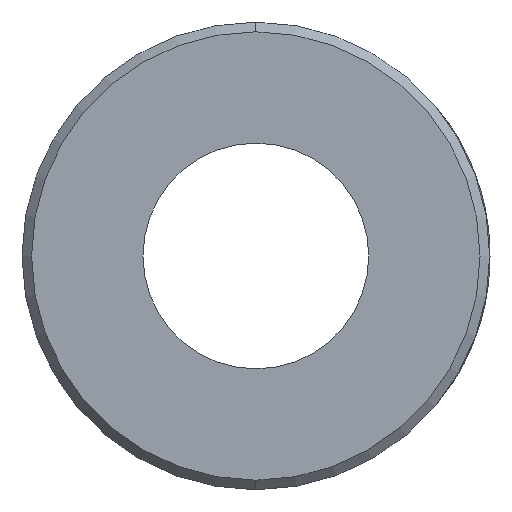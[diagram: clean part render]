
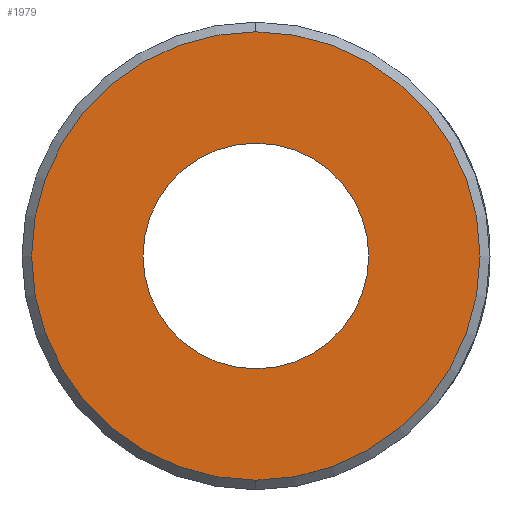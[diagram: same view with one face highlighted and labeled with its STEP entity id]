
A CAD part, front view. The second image highlights one B-rep face of the part: STEP entity #1979.
In plain terms, the highlighted planar face has unit normal (0, -1, 0).
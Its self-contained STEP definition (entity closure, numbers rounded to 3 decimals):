
#38 = CARTESIAN_POINT ( 'NONE',  ( 0., -1.75, 0. ) ) ;
#130 = CIRCLE ( 'NONE', #2014, 6.951 ) ;
#315 = DIRECTION ( 'NONE',  ( 0., 1., 0. ) ) ;
#335 = AXIS2_PLACEMENT_3D ( 'NONE', #38, #2181, #1376 ) ;
#357 = VERTEX_POINT ( 'NONE', #2368 ) ;
#437 = DIRECTION ( 'NONE',  ( 0., 1., 0. ) ) ;
#466 = CARTESIAN_POINT ( 'NONE',  ( 0., -1.75, 6.951 ) ) ;
#612 = EDGE_CURVE ( 'NONE', #1290, #1047, #2375, .T. ) ;
#729 = ORIENTED_EDGE ( 'NONE', *, *, #2242, .T. ) ;
#749 = CIRCLE ( 'NONE', #2131, 3.5 ) ;
#832 = CARTESIAN_POINT ( 'NONE',  ( 0., -1.75, 0. ) ) ;
#960 = FACE_OUTER_BOUND ( 'NONE', #1574, .T. ) ;
#997 = VERTEX_POINT ( 'NONE', #466 ) ;
#1030 = DIRECTION ( 'NONE',  ( 0., 0., 1. ) ) ;
#1047 = VERTEX_POINT ( 'NONE', #1667 ) ;
#1129 = EDGE_CURVE ( 'NONE', #1047, #1290, #749, .T. ) ;
#1163 = FACE_BOUND ( 'NONE', #1908, .T. ) ;
#1283 = DIRECTION ( 'NONE',  ( 0., 0., 1. ) ) ;
#1290 = VERTEX_POINT ( 'NONE', #1963 ) ;
#1319 = PLANE ( 'NONE',  #2211 ) ;
#1354 = CARTESIAN_POINT ( 'NONE',  ( 0., -1.75, 0. ) ) ;
#1376 = DIRECTION ( 'NONE',  ( 0., 0., 1. ) ) ;
#1399 = DIRECTION ( 'NONE',  ( 0., 0., 1. ) ) ;
#1409 = CIRCLE ( 'NONE', #335, 6.951 ) ;
#1484 = CARTESIAN_POINT ( 'NONE',  ( 0., -1.75, 0. ) ) ;
#1574 = EDGE_LOOP ( 'NONE', ( #729, #1704 ) ) ;
#1634 = DIRECTION ( 'NONE',  ( 0., -1., 0. ) ) ;
#1667 = CARTESIAN_POINT ( 'NONE',  ( 0., -1.75, -3.5 ) ) ;
#1704 = ORIENTED_EDGE ( 'NONE', *, *, #2075, .T. ) ;
#1830 = DIRECTION ( 'NONE',  ( 0., 0., 1. ) ) ;
#1856 = ORIENTED_EDGE ( 'NONE', *, *, #612, .T. ) ;
#1908 = EDGE_LOOP ( 'NONE', ( #1856, #2434 ) ) ;
#1963 = CARTESIAN_POINT ( 'NONE',  ( 0., -1.75, 3.5 ) ) ;
#1979 = ADVANCED_FACE ( 'NONE', ( #960, #1163 ), #1319, .F. ) ;
#2014 = AXIS2_PLACEMENT_3D ( 'NONE', #1354, #1634, #1830 ) ;
#2060 = AXIS2_PLACEMENT_3D ( 'NONE', #832, #2392, #1399 ) ;
#2075 = EDGE_CURVE ( 'NONE', #357, #997, #1409, .T. ) ;
#2131 = AXIS2_PLACEMENT_3D ( 'NONE', #1484, #315, #1283 ) ;
#2144 = CARTESIAN_POINT ( 'NONE',  ( 0., -1.75, 0. ) ) ;
#2181 = DIRECTION ( 'NONE',  ( 0., -1., 0. ) ) ;
#2211 = AXIS2_PLACEMENT_3D ( 'NONE', #2144, #437, #1030 ) ;
#2242 = EDGE_CURVE ( 'NONE', #997, #357, #130, .T. ) ;
#2368 = CARTESIAN_POINT ( 'NONE',  ( 0., -1.75, -6.951 ) ) ;
#2375 = CIRCLE ( 'NONE', #2060, 3.5 ) ;
#2392 = DIRECTION ( 'NONE',  ( 0., 1., 0. ) ) ;
#2434 = ORIENTED_EDGE ( 'NONE', *, *, #1129, .T. ) ;
